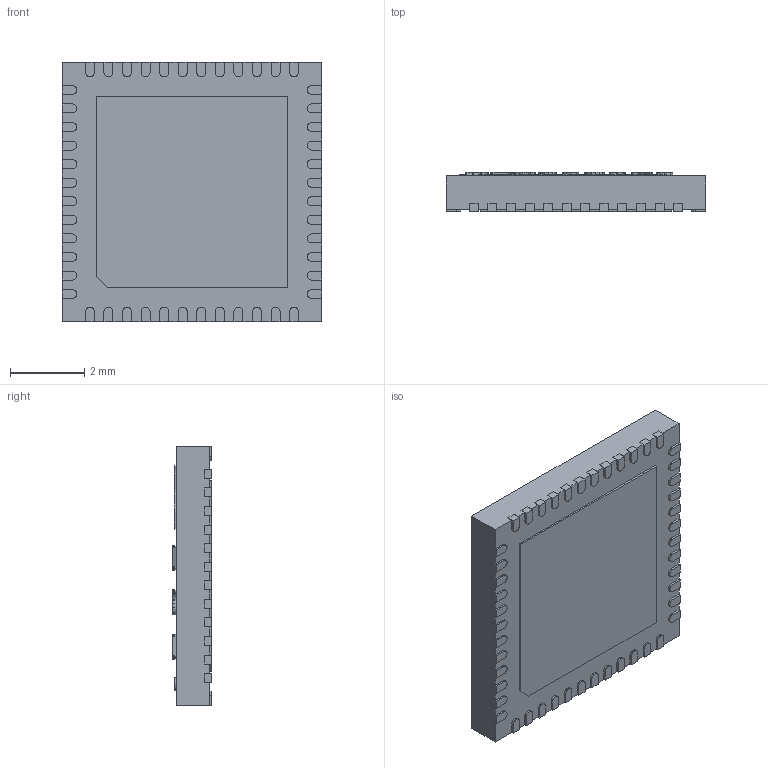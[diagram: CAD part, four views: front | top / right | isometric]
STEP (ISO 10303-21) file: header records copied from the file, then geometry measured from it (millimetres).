
FILE_DESCRIPTION(/* description */ ('STEP AP214'),/* implementation_level */ '2;1');
FILE_NAME(/* name */ 'MergenElektronik_MotorDrivers_BLDC_48-VFQN-TexasDRV8323RS v5.step',/* time_stamp */ '2025-04-08T20:08:59+03:00',/* author */ (''),/* organization */ (''),/* preprocessor_version */ 'ST-DEVELOPER v20.1',/* originating_system */ 'Autodesk Translation Framework v14.4.0.0',/* authorisation */ '');
FILE_SCHEMA (('AUTOMOTIVE_DESIGN { 1 0 10303 214 3 1 1 }'));
Products named in the file (1): RGZ48A
Bounding box: 7 x 1.05 x 7 mm (x, y, z)
Volume: 45.9 mm3; surface area: 216.7 mm2
Topology: 51 solids, 51 shells, 1525 faces, 4122 edges, 2748 vertices
Faces by surface type: plane 799, bspline 628, cylinder 98
Full cylindrical faces by diameter (mm): 0.346 x2
Entity records: 52345 total; most frequent: CARTESIAN_POINT 18466, ORIENTED_EDGE 8244, DIRECTION 4849, EDGE_CURVE 4122, VERTEX_POINT 2748, LINE 2661, VECTOR 2661, EDGE_LOOP 1574
